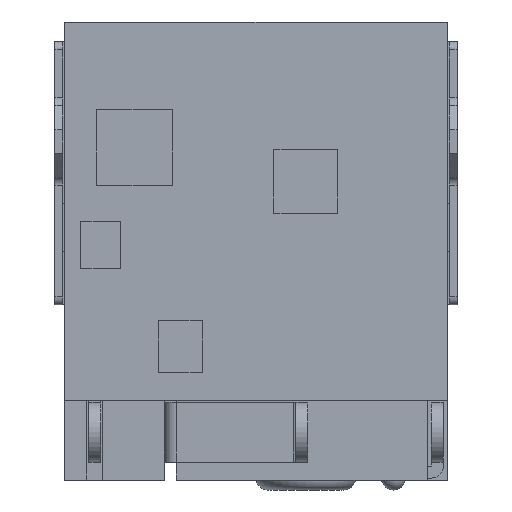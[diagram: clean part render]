
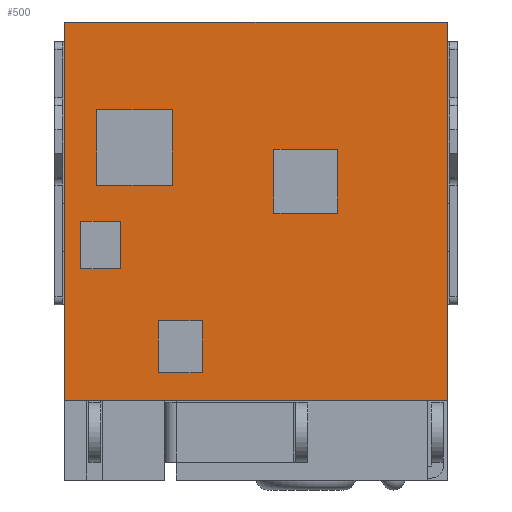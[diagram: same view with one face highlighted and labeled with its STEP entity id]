
A CAD part, front view. The second image highlights one B-rep face of the part: STEP entity #500.
In plain terms, the highlighted planar face has unit normal (0, -1, 0).
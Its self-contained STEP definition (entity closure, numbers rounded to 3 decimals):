
#500=ADVANCED_FACE('NONE',(#1029,#1030,#1031,#1032,#1033),#1034,.T.);
#1029=FACE_OUTER_BOUND('',#1609,.T.);
#1030=FACE_BOUND('',#1610,.T.);
#1031=FACE_BOUND('',#1611,.T.);
#1032=FACE_BOUND('',#1612,.T.);
#1033=FACE_BOUND('',#1613,.T.);
#1034=PLANE('',#1614);
#1609=EDGE_LOOP('',(#2949,#2950,#2951,#2952));
#1610=EDGE_LOOP('',(#2953,#2954,#2955,#2956));
#1611=EDGE_LOOP('',(#2957,#2958,#2959,#2960));
#1612=EDGE_LOOP('',(#2961,#2962,#2963,#2964));
#1613=EDGE_LOOP('',(#2965,#2966,#2967,#2968));
#1614=AXIS2_PLACEMENT_3D('',#2969,#2970,#2971);
#2949=ORIENTED_EDGE('',*,*,#3444,.F.);
#2950=ORIENTED_EDGE('',*,*,#3989,.T.);
#2951=ORIENTED_EDGE('',*,*,#3562,.F.);
#2952=ORIENTED_EDGE('',*,*,#3954,.F.);
#2953=ORIENTED_EDGE('',*,*,#3990,.F.);
#2954=ORIENTED_EDGE('',*,*,#3577,.F.);
#2955=ORIENTED_EDGE('',*,*,#3991,.F.);
#2956=ORIENTED_EDGE('',*,*,#3611,.F.);
#2957=ORIENTED_EDGE('',*,*,#3935,.F.);
#2958=ORIENTED_EDGE('',*,*,#3593,.F.);
#2959=ORIENTED_EDGE('',*,*,#3943,.F.);
#2960=ORIENTED_EDGE('',*,*,#3749,.F.);
#2961=ORIENTED_EDGE('',*,*,#3992,.F.);
#2962=ORIENTED_EDGE('',*,*,#3539,.F.);
#2963=ORIENTED_EDGE('',*,*,#3765,.F.);
#2964=ORIENTED_EDGE('',*,*,#3947,.F.);
#2965=ORIENTED_EDGE('',*,*,#3971,.F.);
#2966=ORIENTED_EDGE('',*,*,#3585,.F.);
#2967=ORIENTED_EDGE('',*,*,#3908,.F.);
#2968=ORIENTED_EDGE('',*,*,#3921,.F.);
#2969=CARTESIAN_POINT('',(-4.8,0.0,-11.5));
#2970=DIRECTION('',(0.0,-1.0,0.0));
#2971=DIRECTION('',(0.0,0.0,-1.0));
#3444=EDGE_CURVE('NONE',#4113,#4115,#4116,.T.);
#3539=EDGE_CURVE('NONE',#4285,#4286,#4287,.T.);
#3562=EDGE_CURVE('NONE',#4321,#4323,#4324,.T.);
#3577=EDGE_CURVE('NONE',#4348,#4349,#4350,.T.);
#3585=EDGE_CURVE('NONE',#4360,#4361,#4362,.T.);
#3593=EDGE_CURVE('NONE',#4372,#4373,#4374,.T.);
#3611=EDGE_CURVE('NONE',#4402,#4403,#4404,.T.);
#3749=EDGE_CURVE('NONE',#4635,#4636,#4637,.T.);
#3765=EDGE_CURVE('NONE',#4657,#4285,#4658,.T.);
#3908=EDGE_CURVE('NONE',#4858,#4360,#4859,.T.);
#3921=EDGE_CURVE('NONE',#4872,#4858,#4873,.T.);
#3935=EDGE_CURVE('NONE',#4373,#4635,#4891,.T.);
#3943=EDGE_CURVE('NONE',#4636,#4372,#4899,.T.);
#3947=EDGE_CURVE('NONE',#4903,#4657,#4904,.T.);
#3954=EDGE_CURVE('NONE',#4115,#4321,#4912,.T.);
#3971=EDGE_CURVE('NONE',#4361,#4872,#4933,.T.);
#3989=EDGE_CURVE('NONE',#4113,#4323,#4953,.T.);
#3990=EDGE_CURVE('NONE',#4349,#4402,#4954,.T.);
#3991=EDGE_CURVE('NONE',#4403,#4348,#4955,.T.);
#3992=EDGE_CURVE('NONE',#4286,#4903,#4956,.T.);
#4113=VERTEX_POINT('NONE',#5098);
#4115=VERTEX_POINT('NONE',#5101);
#4116=LINE('',#5102,#5103);
#4285=VERTEX_POINT('NONE',#5325);
#4286=VERTEX_POINT('NONE',#5326);
#4287=LINE('',#5327,#5328);
#4321=VERTEX_POINT('NONE',#5378);
#4323=VERTEX_POINT('NONE',#5381);
#4324=LINE('',#5382,#5383);
#4348=VERTEX_POINT('NONE',#5413);
#4349=VERTEX_POINT('NONE',#5414);
#4350=LINE('',#5415,#5416);
#4360=VERTEX_POINT('NONE',#5431);
#4361=VERTEX_POINT('NONE',#5432);
#4362=LINE('',#5433,#5434);
#4372=VERTEX_POINT('NONE',#5447);
#4373=VERTEX_POINT('NONE',#5448);
#4374=LINE('',#5449,#5450);
#4402=VERTEX_POINT('NONE',#5489);
#4403=VERTEX_POINT('NONE',#5490);
#4404=LINE('',#5491,#5492);
#4635=VERTEX_POINT('NONE',#5816);
#4636=VERTEX_POINT('NONE',#5817);
#4637=LINE('',#5818,#5819);
#4657=VERTEX_POINT('NONE',#5847);
#4658=LINE('',#5848,#5849);
#4858=VERTEX_POINT('NONE',#6136);
#4859=LINE('',#6137,#6138);
#4872=VERTEX_POINT('NONE',#6156);
#4873=LINE('',#6157,#6158);
#4891=LINE('',#6181,#6182);
#4899=LINE('',#6193,#6194);
#4903=VERTEX_POINT('NONE',#6199);
#4904=LINE('',#6200,#6201);
#4912=LINE('',#6212,#6213);
#4933=LINE('',#6246,#6247);
#4953=LINE('',#6277,#6278);
#4954=LINE('',#6279,#6280);
#4955=LINE('',#6281,#6282);
#4956=LINE('',#6283,#6284);
#5098=CARTESIAN_POINT('',(4.8,0.0,-9.5));
#5101=CARTESIAN_POINT('',(-4.8,-0.0,-9.5));
#5102=CARTESIAN_POINT('',(-4.8,-0.0,-9.5));
#5103=VECTOR('',#6432,1000.0);
#5325=CARTESIAN_POINT('',(-1.35,-0.0,-7.5));
#5326=CARTESIAN_POINT('',(-2.45,-0.0,-7.5));
#5327=CARTESIAN_POINT('',(-2.45,-0.0,-7.5));
#5328=VECTOR('',#6561,1000.0);
#5378=CARTESIAN_POINT('',(-4.8,0.0,0.0));
#5381=CARTESIAN_POINT('',(4.8,0.0,0.0));
#5382=CARTESIAN_POINT('',(-4.8,0.0,0.0));
#5383=VECTOR('',#6579,1000.0);
#5413=CARTESIAN_POINT('',(-4.0,-0.0,-4.1));
#5414=CARTESIAN_POINT('',(-2.1,-0.0,-4.1));
#5415=CARTESIAN_POINT('',(-2.1,-0.0,-4.1));
#5416=VECTOR('',#6601,1000.0);
#5431=CARTESIAN_POINT('',(0.45,0.0,-3.2));
#5432=CARTESIAN_POINT('',(0.45,0.0,-4.8));
#5433=CARTESIAN_POINT('',(0.45,0.0,-3.2));
#5434=VECTOR('',#6607,1000.0);
#5447=CARTESIAN_POINT('',(-4.4,-0.0,-6.2));
#5448=CARTESIAN_POINT('',(-3.4,-0.0,-6.2));
#5449=CARTESIAN_POINT('',(-3.4,-0.0,-6.2));
#5450=VECTOR('',#6617,1000.0);
#5489=CARTESIAN_POINT('',(-2.1,0.0,-2.2));
#5490=CARTESIAN_POINT('',(-4.0,-0.0,-2.2));
#5491=CARTESIAN_POINT('',(-2.1,0.0,-2.2));
#5492=VECTOR('',#6635,1000.0);
#5816=CARTESIAN_POINT('',(-3.4,0.0,-5.0));
#5817=CARTESIAN_POINT('',(-4.4,-0.0,-5.0));
#5818=CARTESIAN_POINT('',(-3.4,0.0,-5.0));
#5819=VECTOR('',#6792,1000.0);
#5847=CARTESIAN_POINT('',(-1.35,-0.0,-8.8));
#5848=CARTESIAN_POINT('',(-1.35,-0.0,-7.5));
#5849=VECTOR('',#6807,1000.0);
#6136=CARTESIAN_POINT('',(2.05,0.0,-3.2));
#6137=CARTESIAN_POINT('',(0.45,0.0,-3.2));
#6138=VECTOR('',#6943,1000.0);
#6156=CARTESIAN_POINT('',(2.05,0.0,-4.8));
#6157=CARTESIAN_POINT('',(2.05,0.0,-3.2));
#6158=VECTOR('',#6955,1000.0);
#6181=CARTESIAN_POINT('',(-3.4,-0.0,-5.0));
#6182=VECTOR('',#6970,1000.0);
#6193=CARTESIAN_POINT('',(-4.4,0.0,-5.0));
#6194=VECTOR('',#6977,1000.0);
#6199=CARTESIAN_POINT('',(-2.45,0.0,-8.8));
#6200=CARTESIAN_POINT('',(-2.45,0.0,-8.8));
#6201=VECTOR('',#6979,1000.0);
#6212=CARTESIAN_POINT('',(-4.8,0.0,-11.5));
#6213=VECTOR('',#6983,1000.0);
#6246=CARTESIAN_POINT('',(0.45,0.0,-4.8));
#6247=VECTOR('',#6996,1000.0);
#6277=CARTESIAN_POINT('',(4.8,0.0,-11.5));
#6278=VECTOR('',#7007,1000.0);
#6279=CARTESIAN_POINT('',(-2.1,-0.0,-2.2));
#6280=VECTOR('',#7008,1000.0);
#6281=CARTESIAN_POINT('',(-4.0,0.0,-2.2));
#6282=VECTOR('',#7009,1000.0);
#6283=CARTESIAN_POINT('',(-2.45,0.0,-7.5));
#6284=VECTOR('',#7010,1000.0);
#6432=DIRECTION('',(-1.0,-0.0,-0.0));
#6561=DIRECTION('',(-1.0,-0.0,0.));
#6579=DIRECTION('',(1.0,0.0,0.0));
#6601=DIRECTION('',(1.0,-0.0,0.));
#6607=DIRECTION('',(0.,0.0,-1.0));
#6617=DIRECTION('',(1.0,-0.0,0.));
#6635=DIRECTION('',(-1.0,0.0,0.));
#6792=DIRECTION('',(-1.0,0.0,0.));
#6807=DIRECTION('',(0.,-0.0,1.0));
#6943=DIRECTION('',(-1.0,-0.0,-0.0));
#6955=DIRECTION('',(0.,-0.0,1.0));
#6970=DIRECTION('',(-0.0,-0.0,1.0));
#6977=DIRECTION('',(0.,0.0,-1.0));
#6979=DIRECTION('',(1.0,0.0,0.0));
#6983=DIRECTION('',(0.0,0.0,1.0));
#6996=DIRECTION('',(1.0,0.0,0.));
#7007=DIRECTION('',(0.0,0.0,1.0));
#7008=DIRECTION('',(0.,-0.0,1.0));
#7009=DIRECTION('',(0.0,0.0,-1.0));
#7010=DIRECTION('',(0.0,0.0,-1.0));
